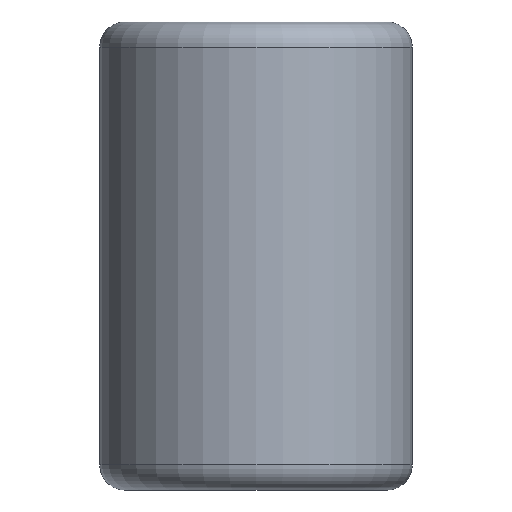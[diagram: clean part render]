
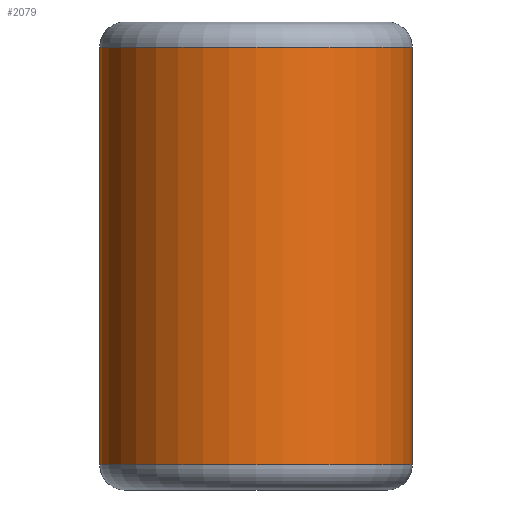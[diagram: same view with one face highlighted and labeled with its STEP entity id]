
A CAD part, front view. The second image highlights one B-rep face of the part: STEP entity #2079.
In plain terms, the highlighted cylindrical face has radius 4.75 mm (diameter 9.5 mm), a partial arc.
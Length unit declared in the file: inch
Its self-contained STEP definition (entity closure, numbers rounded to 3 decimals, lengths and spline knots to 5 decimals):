
#81 = ORIENTED_EDGE ( 'NONE', *, *, #1320, .T. ) ;
#94 = LINE ( 'NONE', #2235, #2238 ) ;
#171 = CARTESIAN_POINT ( 'NONE',  ( -0.062, -0.781, -0.25 ) ) ;
#180 = VERTEX_POINT ( 'NONE', #171 ) ;
#186 = DIRECTION ( 'NONE',  ( 0., 0., 1. ) ) ;
#392 = DIRECTION ( 'NONE',  ( 0., 0., -1. ) ) ;
#514 = CARTESIAN_POINT ( 'NONE',  ( 0.312, -0.781, 0.25 ) ) ;
#659 = LINE ( 'NONE', #1851, #1150 ) ;
#685 = DIRECTION ( 'NONE',  ( 1., 0., 0. ) ) ;
#696 = DIRECTION ( 'NONE',  ( 0., 0., 1. ) ) ;
#828 = FACE_OUTER_BOUND ( 'NONE', #2508, .T. ) ;
#860 = CIRCLE ( 'NONE', #1963, 0.187 ) ;
#873 = CARTESIAN_POINT ( 'NONE',  ( 0.312, -0.781, -0.25 ) ) ;
#924 = VERTEX_POINT ( 'NONE', #1385 ) ;
#1056 = DIRECTION ( 'NONE',  ( 0., 0., 1. ) ) ;
#1136 = EDGE_CURVE ( 'NONE', #180, #1914, #860, .T. ) ;
#1150 = VECTOR ( 'NONE', #392, 39.37008 ) ;
#1222 = CIRCLE ( 'NONE', #1598, 0.187 ) ;
#1320 = EDGE_CURVE ( 'NONE', #1914, #2504, #94, .T. ) ;
#1338 = EDGE_CURVE ( 'NONE', #924, #2504, #1222, .T. ) ;
#1357 = EDGE_CURVE ( 'NONE', #924, #180, #659, .T. ) ;
#1385 = CARTESIAN_POINT ( 'NONE',  ( -0.062, -0.781, 0.25 ) ) ;
#1543 = DIRECTION ( 'NONE',  ( 1., 0., 0. ) ) ;
#1598 = AXIS2_PLACEMENT_3D ( 'NONE', #2045, #1056, #1543 ) ;
#1741 = AXIS2_PLACEMENT_3D ( 'NONE', #2119, #2305, #685 ) ;
#1815 = ORIENTED_EDGE ( 'NONE', *, *, #1357, .T. ) ;
#1851 = CARTESIAN_POINT ( 'NONE',  ( -0.062, -0.781, 0.25 ) ) ;
#1914 = VERTEX_POINT ( 'NONE', #873 ) ;
#1940 = CARTESIAN_POINT ( 'NONE',  ( 0.125, -0.781, -0.25 ) ) ;
#1963 = AXIS2_PLACEMENT_3D ( 'NONE', #1940, #696, #2142 ) ;
#2039 = ORIENTED_EDGE ( 'NONE', *, *, #1136, .T. ) ;
#2045 = CARTESIAN_POINT ( 'NONE',  ( 0.125, -0.781, 0.25 ) ) ;
#2079 = ADVANCED_FACE ( 'NONE', ( #828 ), #2129, .T. ) ;
#2119 = CARTESIAN_POINT ( 'NONE',  ( 0.125, -0.781, 0. ) ) ;
#2129 = CYLINDRICAL_SURFACE ( 'NONE', #1741, 0.187 ) ;
#2142 = DIRECTION ( 'NONE',  ( 1., 0., 0. ) ) ;
#2235 = CARTESIAN_POINT ( 'NONE',  ( 0.312, -0.781, 0. ) ) ;
#2238 = VECTOR ( 'NONE', #186, 39.37008 ) ;
#2305 = DIRECTION ( 'NONE',  ( 0., 0., 1. ) ) ;
#2504 = VERTEX_POINT ( 'NONE', #514 ) ;
#2508 = EDGE_LOOP ( 'NONE', ( #2039, #81, #2527, #1815 ) ) ;
#2527 = ORIENTED_EDGE ( 'NONE', *, *, #1338, .F. ) ;
